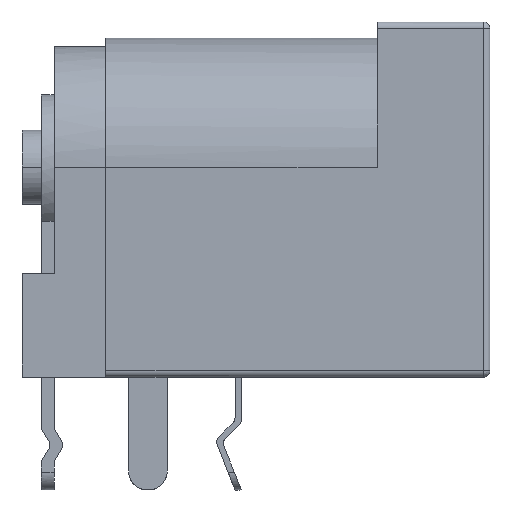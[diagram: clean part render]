
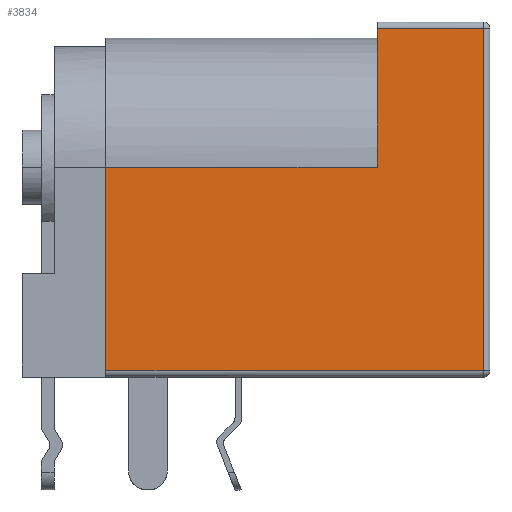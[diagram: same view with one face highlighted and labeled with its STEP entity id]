
A CAD part, left-side view. The second image highlights one B-rep face of the part: STEP entity #3834.
In plain terms, the highlighted free-form (B-spline) face has degree [1, 1] with [2, 2] control points.
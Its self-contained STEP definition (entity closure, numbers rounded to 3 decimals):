
#3834 = ADVANCED_FACE('',(#3835),#3849,.T.);
#3835 = FACE_BOUND('',#3836,.T.);
#3836 = EDGE_LOOP('',(#3837,#3860,#3876,#3892,#3908,#3924));
#3837 = ORIENTED_EDGE('',*,*,#3838,.F.);
#3838 = EDGE_CURVE('',#3839,#3841,#3843,.T.);
#3839 = VERTEX_POINT('',#3840);
#3840 = CARTESIAN_POINT('',(-4.5,4.2,0.2));
#3841 = VERTEX_POINT('',#3842);
#3842 = CARTESIAN_POINT('',(-4.5,-7.5,0.2));
#3843 = SURFACE_CURVE('',#3844,(#3848),.PCURVE_S1.);
#3844 = LINE('',#3845,#3846);
#3845 = CARTESIAN_POINT('',(-4.5,4.2,0.2));
#3846 = VECTOR('',#3847,1.);
#3847 = DIRECTION('',(0.,-1.,0.));
#3848 = PCURVE('',#3849,#3854);
#3849 = B_SPLINE_SURFACE_WITH_KNOTS('',1,1,(
    (#3850,#3851)
    ,(#3852,#3853
  )),.UNSPECIFIED.,.F.,.F.,.F.,(2,2),(2,2),(2.015,14.885),(-11.33,0.33),
  .PIECEWISE_BEZIER_KNOTS.);
#3850 = CARTESIAN_POINT('',(-4.5,4.785,11.33));
#3851 = CARTESIAN_POINT('',(-4.5,4.785,-0.33));
#3852 = CARTESIAN_POINT('',(-4.5,-8.085,11.33));
#3853 = CARTESIAN_POINT('',(-4.5,-8.085,-0.33));
#3854 = DEFINITIONAL_REPRESENTATION('',(#3855),#3859);
#3855 = LINE('',#3856,#3857);
#3856 = CARTESIAN_POINT('',(2.6,-0.2));
#3857 = VECTOR('',#3858,1.);
#3858 = DIRECTION('',(1.,0.));
#3859 = ( GEOMETRIC_REPRESENTATION_CONTEXT(2) 
PARAMETRIC_REPRESENTATION_CONTEXT() REPRESENTATION_CONTEXT('2D SPACE',''
  ) );
#3860 = ORIENTED_EDGE('',*,*,#3861,.F.);
#3861 = EDGE_CURVE('',#3862,#3839,#3864,.T.);
#3862 = VERTEX_POINT('',#3863);
#3863 = CARTESIAN_POINT('',(-4.5,4.2,6.5));
#3864 = SURFACE_CURVE('',#3865,(#3869),.PCURVE_S1.);
#3865 = LINE('',#3866,#3867);
#3866 = CARTESIAN_POINT('',(-4.5,4.2,6.5));
#3867 = VECTOR('',#3868,1.);
#3868 = DIRECTION('',(0.,0.,-1.));
#3869 = PCURVE('',#3849,#3870);
#3870 = DEFINITIONAL_REPRESENTATION('',(#3871),#3875);
#3871 = LINE('',#3872,#3873);
#3872 = CARTESIAN_POINT('',(2.6,-6.5));
#3873 = VECTOR('',#3874,1.);
#3874 = DIRECTION('',(0.,1.));
#3875 = ( GEOMETRIC_REPRESENTATION_CONTEXT(2) 
PARAMETRIC_REPRESENTATION_CONTEXT() REPRESENTATION_CONTEXT('2D SPACE',''
  ) );
#3876 = ORIENTED_EDGE('',*,*,#3877,.F.);
#3877 = EDGE_CURVE('',#3878,#3862,#3880,.T.);
#3878 = VERTEX_POINT('',#3879);
#3879 = CARTESIAN_POINT('',(-4.5,-4.2,6.5));
#3880 = SURFACE_CURVE('',#3881,(#3885),.PCURVE_S1.);
#3881 = LINE('',#3882,#3883);
#3882 = CARTESIAN_POINT('',(-4.5,-4.2,6.5));
#3883 = VECTOR('',#3884,1.);
#3884 = DIRECTION('',(0.,1.,0.));
#3885 = PCURVE('',#3849,#3886);
#3886 = DEFINITIONAL_REPRESENTATION('',(#3887),#3891);
#3887 = LINE('',#3888,#3889);
#3888 = CARTESIAN_POINT('',(11.,-6.5));
#3889 = VECTOR('',#3890,1.);
#3890 = DIRECTION('',(-1.,0.));
#3891 = ( GEOMETRIC_REPRESENTATION_CONTEXT(2) 
PARAMETRIC_REPRESENTATION_CONTEXT() REPRESENTATION_CONTEXT('2D SPACE',''
  ) );
#3892 = ORIENTED_EDGE('',*,*,#3893,.F.);
#3893 = EDGE_CURVE('',#3894,#3878,#3896,.T.);
#3894 = VERTEX_POINT('',#3895);
#3895 = CARTESIAN_POINT('',(-4.5,-4.2,10.8));
#3896 = SURFACE_CURVE('',#3897,(#3901),.PCURVE_S1.);
#3897 = LINE('',#3898,#3899);
#3898 = CARTESIAN_POINT('',(-4.5,-4.2,10.8));
#3899 = VECTOR('',#3900,1.);
#3900 = DIRECTION('',(0.,0.,-1.));
#3901 = PCURVE('',#3849,#3902);
#3902 = DEFINITIONAL_REPRESENTATION('',(#3903),#3907);
#3903 = LINE('',#3904,#3905);
#3904 = CARTESIAN_POINT('',(11.,-10.8));
#3905 = VECTOR('',#3906,1.);
#3906 = DIRECTION('',(0.,1.));
#3907 = ( GEOMETRIC_REPRESENTATION_CONTEXT(2) 
PARAMETRIC_REPRESENTATION_CONTEXT() REPRESENTATION_CONTEXT('2D SPACE',''
  ) );
#3908 = ORIENTED_EDGE('',*,*,#3909,.F.);
#3909 = EDGE_CURVE('',#3910,#3894,#3912,.T.);
#3910 = VERTEX_POINT('',#3911);
#3911 = CARTESIAN_POINT('',(-4.5,-7.5,10.8));
#3912 = SURFACE_CURVE('',#3913,(#3917),.PCURVE_S1.);
#3913 = LINE('',#3914,#3915);
#3914 = CARTESIAN_POINT('',(-4.5,-7.5,10.8));
#3915 = VECTOR('',#3916,1.);
#3916 = DIRECTION('',(0.,1.,0.));
#3917 = PCURVE('',#3849,#3918);
#3918 = DEFINITIONAL_REPRESENTATION('',(#3919),#3923);
#3919 = LINE('',#3920,#3921);
#3920 = CARTESIAN_POINT('',(14.3,-10.8));
#3921 = VECTOR('',#3922,1.);
#3922 = DIRECTION('',(-1.,0.));
#3923 = ( GEOMETRIC_REPRESENTATION_CONTEXT(2) 
PARAMETRIC_REPRESENTATION_CONTEXT() REPRESENTATION_CONTEXT('2D SPACE',''
  ) );
#3924 = ORIENTED_EDGE('',*,*,#3925,.F.);
#3925 = EDGE_CURVE('',#3841,#3910,#3926,.T.);
#3926 = SURFACE_CURVE('',#3927,(#3931),.PCURVE_S1.);
#3927 = LINE('',#3928,#3929);
#3928 = CARTESIAN_POINT('',(-4.5,-7.5,0.2));
#3929 = VECTOR('',#3930,1.);
#3930 = DIRECTION('',(0.,0.,1.));
#3931 = PCURVE('',#3849,#3932);
#3932 = DEFINITIONAL_REPRESENTATION('',(#3933),#3937);
#3933 = LINE('',#3934,#3935);
#3934 = CARTESIAN_POINT('',(14.3,-0.2));
#3935 = VECTOR('',#3936,1.);
#3936 = DIRECTION('',(0.,-1.));
#3937 = ( GEOMETRIC_REPRESENTATION_CONTEXT(2) 
PARAMETRIC_REPRESENTATION_CONTEXT() REPRESENTATION_CONTEXT('2D SPACE',''
  ) );
